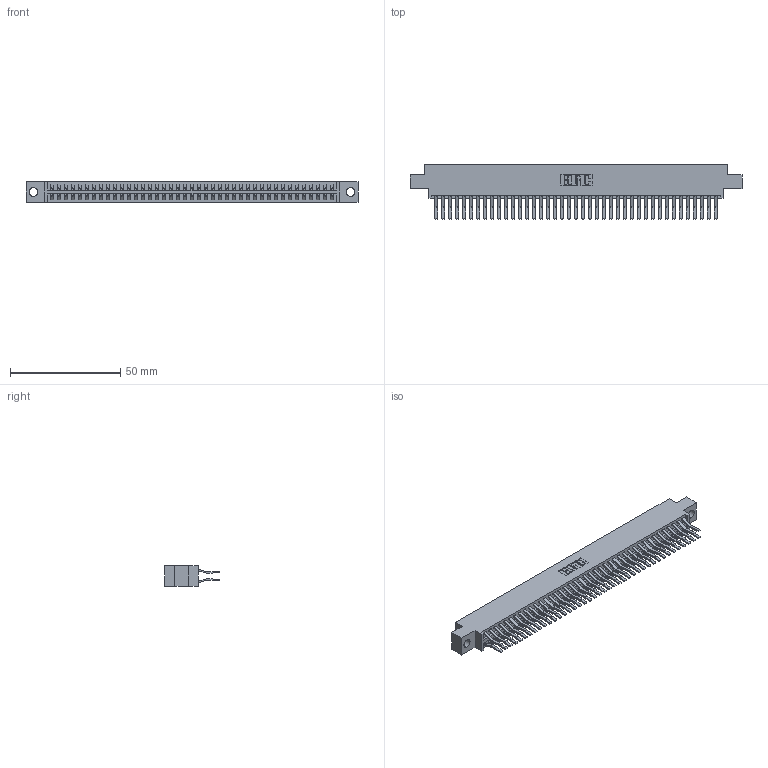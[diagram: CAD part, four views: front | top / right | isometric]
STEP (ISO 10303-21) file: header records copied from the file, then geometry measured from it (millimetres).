
FILE_DESCRIPTION (( 'STEP AP203' ), '1' );
FILE_NAME ('346-082-560-804.STEP', '2018-08-29T10:31:12', ( '' ), ( '' ), 'SwSTEP 2.0', 'SolidWorks 2016', '' );
FILE_SCHEMA (( 'CONFIG_CONTROL_DESIGN' ));
Length unit declared in the file: inch
Products named in the file (3): 346 Part_0.170 Offset - 0.156 Dia-TH; 345-292-001_560 Tail; 346-082-560-804
Assembly tree (83 placements, depth 2):
  346-082-560-804
    346 Part_0.170 Offset - 0.156 Dia-TH
    345-292-001_560 Tail  x82
Bounding box: 150.75 x 24.78 x 9.4 mm (x, y, z)
Volume: 14987.1 mm3; surface area: 22012.1 mm2
Topology: 83 solids, 83 shells, 4554 faces, 13543 edges, 8918 vertices
Faces by surface type: plane 2950, cylinder 1604
Entity records: 27115 total; most frequent: CARTESIAN_POINT 4472, ORIENTED_EDGE 4406, DIRECTION 3995, EDGE_CURVE 2203, LINE 1903, VECTOR 1903, VERTEX_POINT 1466, AXIS2_PLACEMENT_3D 1046
